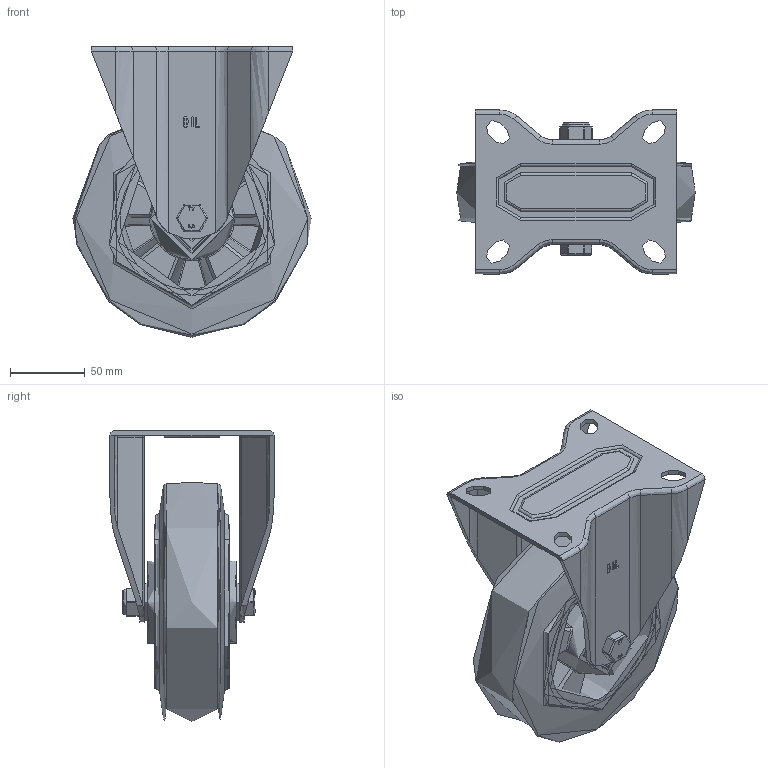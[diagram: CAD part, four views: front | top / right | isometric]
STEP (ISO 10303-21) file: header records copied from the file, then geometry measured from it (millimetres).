
FILE_DESCRIPTION(/* description */ (''),/* implementation_level */ '2;1');
FILE_NAME(/* name */ 'BZMMF160ERBJ.step',/* time_stamp */ '2024-08-20T16:17:02+01:00',/* author */ (''),/* organization */ (''),/* preprocessor_version */ 'ST-DEVELOPER v20',/* originating_system */ 'Autodesk Translation Framework v13.14.0.145',/* authorisation */ '');
FILE_SCHEMA (('AUTOMOTIVE_DESIGN { 1 0 10303 214 3 1 1 }'));
Length unit declared in the file: millimetre
Products named in the file (26): BZMMF160ERBJ; BZMMF150AS - 64 v1; ZINC PLATED, PRESSED STEEL BRACKET; BZH160WERBJM20 v1; 65 SHORE A RUBBER TYRE; ALUMINIUM RIM; BEARING6204; BALL BEARINGS; BEARING6204 (1); BALL BEARINGS (1); Component3; INNER; OUTER; MIDDLE; RUBBER; BEARING SPACER; TH20X2X12 v1; ZINC PLATED HEADED SPACER; TH20X2X12 v1 (1); ZINC PLATED HEADED SPACER (1); HEXBOLTM12X80Z8.8 v2; GRADE 8.8 ZINC PLATED BOLT; NYLOCM12Z v1; NYLOC NUT; NUT; RUBBER (1)
Assembly tree (44 placements, depth 5):
  BZMMF160ERBJ
    BZMMF150AS - 64 v1
      ZINC PLATED, PRESSED STEEL BRACKET
    BZH160WERBJM20 v1
      65 SHORE A RUBBER TYRE
      ALUMINIUM RIM
      BEARING6204
        INNER
        OUTER
        BALL BEARINGS
          Component3  x8
        MIDDLE
        RUBBER
      BEARING6204 (1)
        BALL BEARINGS (1)
          Component3  x8
        INNER
        OUTER
        MIDDLE
        RUBBER
      BEARING SPACER
    TH20X2X12 v1
      ZINC PLATED HEADED SPACER
    TH20X2X12 v1 (1)
      ZINC PLATED HEADED SPACER (1)
    HEXBOLTM12X80Z8.8 v2
      GRADE 8.8 ZINC PLATED BOLT
    NYLOCM12Z v1
      NYLOC NUT
        NUT
        RUBBER (1)
Bounding box: 160 x 110 x 195 mm (x, y, z)
Volume: 793772.2 mm3; surface area: 256239.4 mm2
Topology: 35 solids, 35 shells, 1282 faces, 3266 edges, 2125 vertices
Faces by surface type: bspline 453, plane 440, cylinder 231, sphere 86, torus 70, cone 2
Full cylindrical faces by diameter (mm): 9.836 x18, 11.834 x18, 12 x3, 12.2 x2, 12.25 x2, 14 x2, 18 x1, 18.5 x1, 19.8 x2, 20 x3, 23 x1, 25 x2, 27 x2, 28.5 x8, 30.8 x4, 31.3 x4, 40.3 x4, 40.5 x4, 40.8 x4, 42 x10, 44 x1, 47 x4, 55 x2, 96.5 x1, 103.5 x2, 116.5 x2
Entity records: 56071 total; most frequent: CARTESIAN_POINT 34951, ORIENTED_EDGE 4606, DIRECTION 3564, EDGE_CURVE 2303, VERTEX_POINT 1487, AXIS2_PLACEMENT_3D 1360, EDGE_LOOP 1070, FACE_OUTER_BOUND 921
